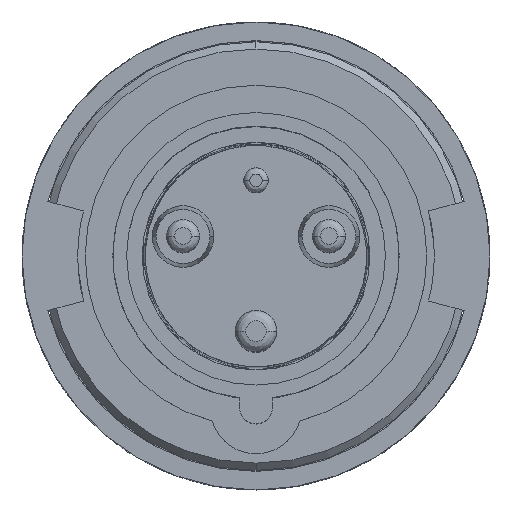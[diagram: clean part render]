
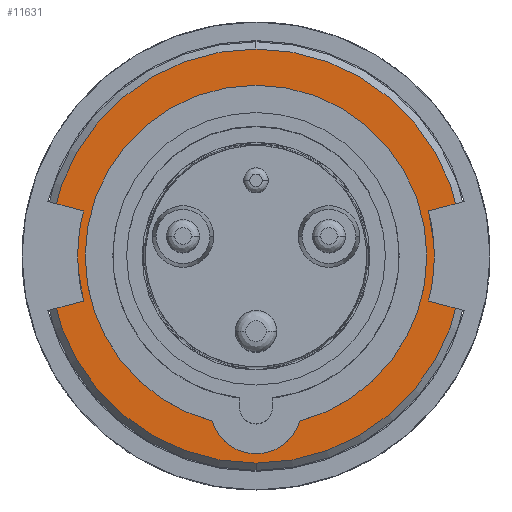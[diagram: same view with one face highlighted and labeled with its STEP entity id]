
A CAD part, top view. The second image highlights one B-rep face of the part: STEP entity #11631.
In plain terms, the highlighted face is planar.
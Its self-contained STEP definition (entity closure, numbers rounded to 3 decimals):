
#9387=CARTESIAN_POINT('',(0.,0.,0.));
#9388=DIRECTION('',(0.,0.,1.));
#9389=DIRECTION('',(0.,1.,0.));
#9390=AXIS2_PLACEMENT_3D('',#9387,#9388,#9389);
#9392=CARTESIAN_POINT('',(0.,0.,0.));
#9393=DIRECTION('',(0.,0.,1.));
#9394=DIRECTION('',(0.,-1.,0.));
#9395=AXIS2_PLACEMENT_3D('',#9392,#9393,#9394);
#9397=CARTESIAN_POINT('',(0.,-33.4,0.));
#9398=DIRECTION('',(0.,0.,-1.));
#9399=DIRECTION('',(1.,-0.022,0.));
#9400=AXIS2_PLACEMENT_3D('',#9397,#9398,#9399);
#9402=CARTESIAN_POINT('',(0.,0.,0.));
#9403=DIRECTION('',(0.,0.,-1.));
#9404=DIRECTION('',(-0.089,-0.996,0.));
#9405=AXIS2_PLACEMENT_3D('',#9402,#9403,#9404);
#9407=CARTESIAN_POINT('',(0.,0.,0.));
#9408=DIRECTION('',(0.,0.,-1.));
#9409=DIRECTION('',(0.,1.,0.));
#9410=AXIS2_PLACEMENT_3D('',#9407,#9408,#9409);
#10992=CARTESIAN_POINT('',(0.,33.6,0.));
#10993=VERTEX_POINT('',#10992);
#10994=CARTESIAN_POINT('',(-2.999,-33.466,
0.));
#10995=VERTEX_POINT('',#10994);
#11000=CARTESIAN_POINT('',(2.999,-33.466,
0.));
#11001=VERTEX_POINT('',#11000);
#11002=CARTESIAN_POINT('',(0.,50.,0.));
#11003=CARTESIAN_POINT('',(0.,-50.,0.));
#11004=VERTEX_POINT('',#11002);
#11005=VERTEX_POINT('',#11003);
#11615=CARTESIAN_POINT('',(0.,0.,0.));
#11616=DIRECTION('',(0.,0.,1.));
#11617=DIRECTION('',(0.,-1.,0.));
#11618=AXIS2_PLACEMENT_3D('',#11615,#11616,#11617);
#11619=PLANE('',#11618);
#11621=ORIENTED_EDGE('',*,*,#11620,.T.);
#11623=ORIENTED_EDGE('',*,*,#11622,.T.);
#11624=EDGE_LOOP('',(#11621,#11623));
#11625=FACE_OUTER_BOUND('',#11624,.F.);
#11626=ORIENTED_EDGE('',*,*,#11608,.T.);
#11627=ORIENTED_EDGE('',*,*,#11564,.T.);
#11628=ORIENTED_EDGE('',*,*,#11585,.T.);
#11629=EDGE_LOOP('',(#11626,#11627,#11628));
#11630=FACE_BOUND('',#11629,.F.);
#11631=ADVANCED_FACE('',(#11625,#11630),#11619,.F.);
#9391=CIRCLE('',#9390,50.);
#9396=CIRCLE('',#9395,50.);
#9401=CIRCLE('',#9400,3.);
#9406=CIRCLE('',#9405,33.6);
#9411=CIRCLE('',#9410,33.6);
#11564=EDGE_CURVE('',#10995,#10993,#9406,.T.);
#11585=EDGE_CURVE('',#10993,#11001,#9411,.T.);
#11608=EDGE_CURVE('',#11001,#10995,#9401,.T.);
#11620=EDGE_CURVE('',#11004,#11005,#9391,.T.);
#11622=EDGE_CURVE('',#11005,#11004,#9396,.T.);
